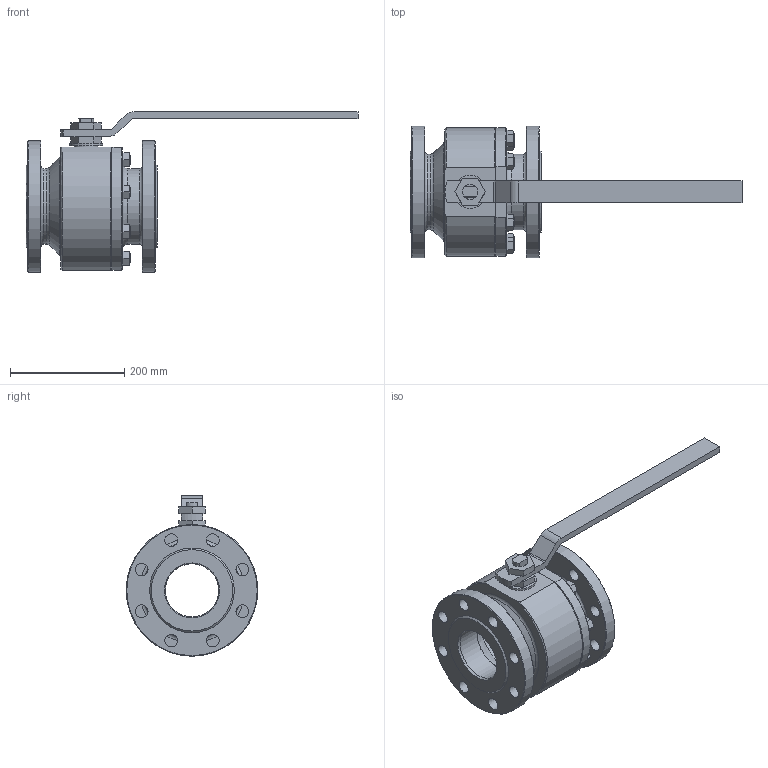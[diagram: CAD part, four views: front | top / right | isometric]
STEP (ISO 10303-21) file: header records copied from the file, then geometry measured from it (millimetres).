
FILE_DESCRIPTION( ( 'STEP AP214' ), '1' );
FILE_NAME( ' ', ' ', ( ' ' ), ( ' ' ), 'PSStep 13.0', 'VISI 18.0', ' ' );
FILE_SCHEMA( ( 'AUTOMOTIVE_DESIGN { 1 0 10303 214 1 1 1 1 }' ) );
Length unit declared in the file: millimetre
Products named in the file (1): 1
Bounding box: 580 x 230 x 280.2 mm (x, y, z)
Volume: 4740201.8 mm3; surface area: 521802.9 mm2
Topology: 1 solids, 11 shells, 266 faces, 604 edges, 394 vertices
Faces by surface type: plane 144, cylinder 71, cone 46, torus 5
Full cylindrical faces by diameter (mm): 14 x8, 16 x8, 18 x8, 22 x16, 26.5 x2, 30.5 x1, 42 x3, 58 x1, 93 x2, 96 x2, 120 x2, 132 x2, 150.2 x1, 150.5 x1, 156.2 x1, 230 x2
Entity records: 9552 total; most frequent: CARTESIAN_POINT 2104, DIRECTION 1069, ORIENTED_EDGE 902, AXIS2_PLACEMENT_3D 456, EDGE_CURVE 451, EDGE_LOOP 444, VERTEX_POINT 357, FACE_OUTER_BOUND 331
